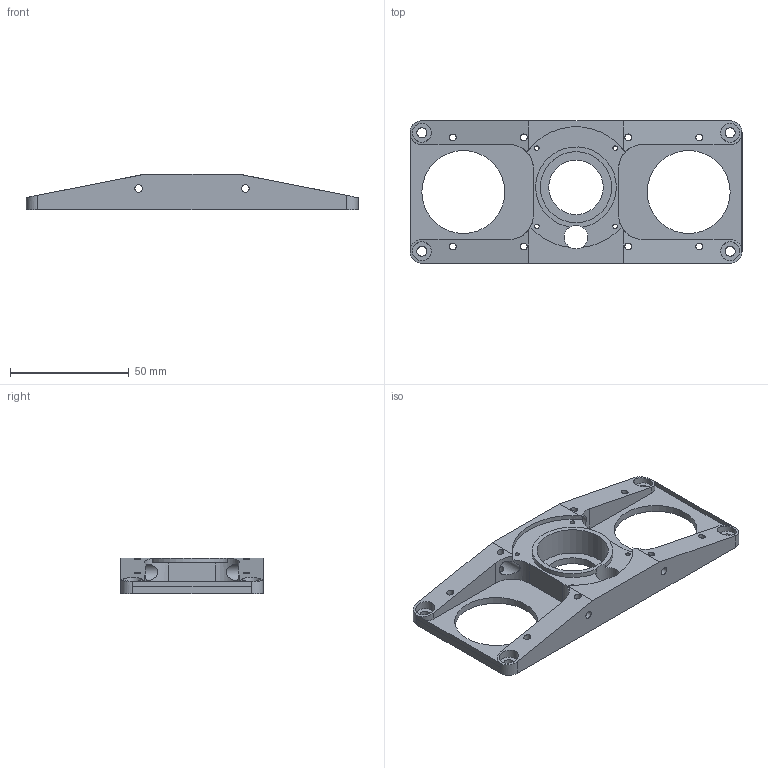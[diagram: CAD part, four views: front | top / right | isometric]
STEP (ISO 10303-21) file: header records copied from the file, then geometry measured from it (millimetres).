
FILE_DESCRIPTION(('FreeCAD Model'),'2;1');
FILE_NAME('Open CASCADE Shape Model','2023-01-14T03:15:18',('Author'),( ''),'Open CASCADE STEP processor 7.5','FreeCAD','Unknown');
FILE_SCHEMA(('AUTOMOTIVE_DESIGN { 1 0 10303 214 1 1 1 1 }'));
Length unit declared in the file: millimetre
Products named in the file (2): upper_deck_plate; Body
Assembly tree (1 placements, depth 2):
  upper_deck_plate
    Body
Bounding box: 140 x 60 x 15 mm (x, y, z)
Volume: 46018.8 mm3; surface area: 22733.3 mm2
Topology: 1 solids, 1 shells, 80 faces, 216 edges, 144 vertices
Faces by surface type: cylinder 52, plane 28
Full cylindrical faces by diameter (mm): 1.9 x4, 2.9 x12, 3.2 x2, 4.2 x4, 7 x4, 8 x4, 10 x1, 23 x1, 30 x1, 35 x2
Entity records: 9482 total; most frequent: CARTESIAN_POINT 4962, DIRECTION 852, ORIENTED_EDGE 432, PCURVE 432, DEFINITIONAL_REPRESENTATION 432, LINE 378, VECTOR 378, EDGE_CURVE 216
